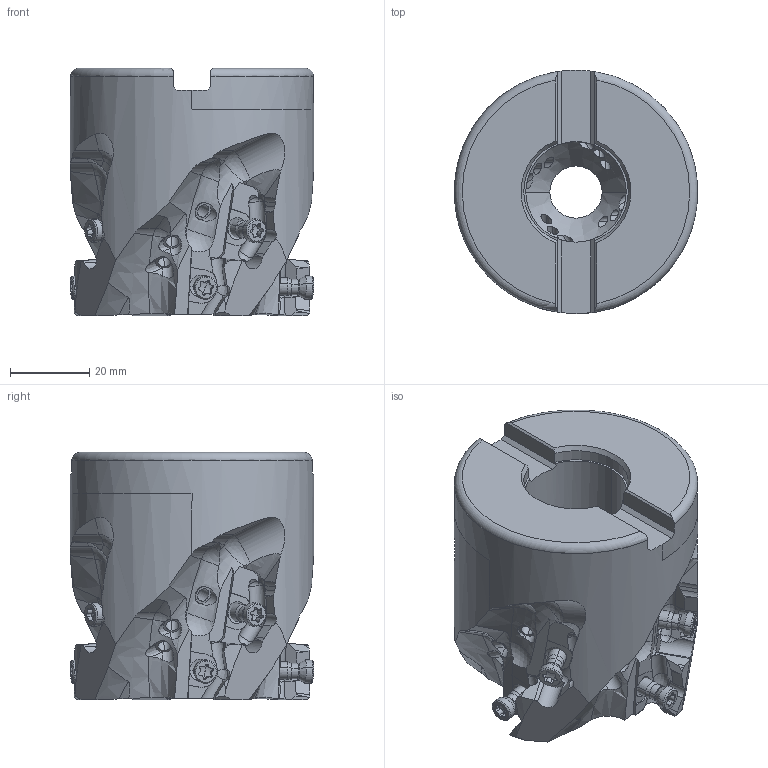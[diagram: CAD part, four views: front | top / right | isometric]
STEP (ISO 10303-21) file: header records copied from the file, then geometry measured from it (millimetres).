
FILE_DESCRIPTION((''),'2;1');
FILE_NAME('VFX6UR2504CA12_ASM','2021-08-26T16:44:20',('tlyw01'),('PTC Japan'),'CREO PARAMETRIC BY PTC INC, 2018500','CREO PARAMETRIC BY PTC INC, 2018500','');
FILE_SCHEMA(('AUTOMOTIVE_DESIGN { 1 0 10303 214 1 1 1 1 }'));
Products named in the file (10): VFX6UR2504CA12_1; VFX6UR2504CA12_2; VFX6UR2504CA12_3; VFX6UR2504CA12_4; VFX6UR2504CA12_5; VFX6UR2504CA12_6; VFX6UR2504CA12_7; VFX6UR2504CA12_8; VFX6UR2504CA12_9; VFX6UR2504CA12_ASM
Assembly tree (9 placements, depth 2):
  VFX6UR2504CA12_ASM
    VFX6UR2504CA12_1
    VFX6UR2504CA12_2
    VFX6UR2504CA12_3
    VFX6UR2504CA12_4
    VFX6UR2504CA12_5
    VFX6UR2504CA12_6
    VFX6UR2504CA12_7
    VFX6UR2504CA12_8
    VFX6UR2504CA12_9
Bounding box: 61.5 x 61.5 x 62.5 mm (x, y, z)
Volume: 116332.5 mm3; surface area: 27211.1 mm2
Topology: 9 solids, 9 shells, 878 faces, 2506 edges, 1628 vertices
Faces by surface type: cylinder 368, plane 232, cone 114, bspline 56, sphere 44, extrusion 36, torus 28
Entity records: 50937 total; most frequent: CARTESIAN_POINT 21472, ORIENTED_EDGE 4948, DIRECTION 3854, PRESENTATION_STYLE_ASSIGNMENT 2494, STYLED_ITEM 2494, CURVE_STYLE 2485, EDGE_CURVE 2474, VERTEX_POINT 1628
